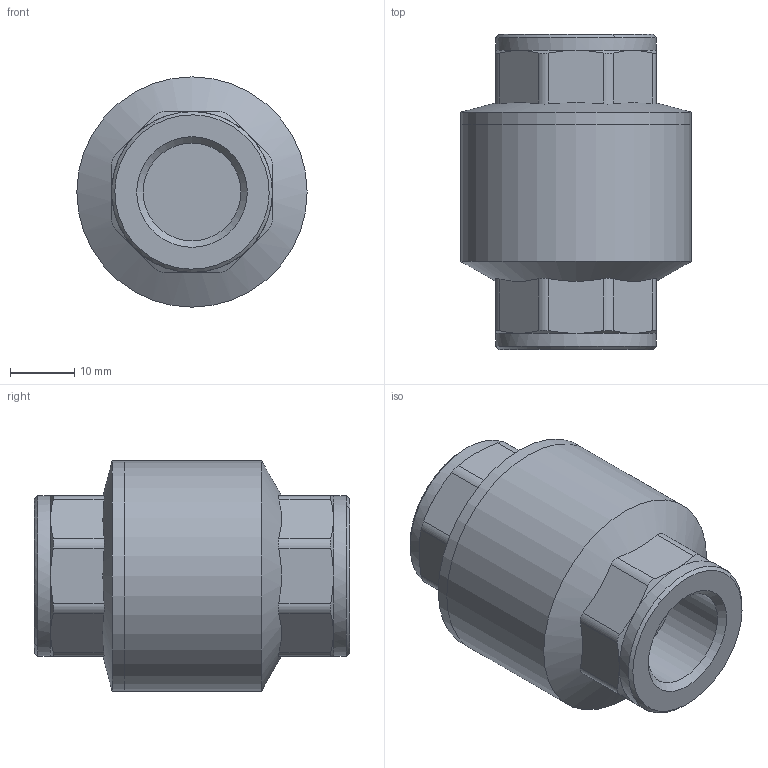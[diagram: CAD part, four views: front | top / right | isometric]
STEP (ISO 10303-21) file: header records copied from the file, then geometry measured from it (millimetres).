
FILE_DESCRIPTION(( 'MV.23.00.38L.STEP' ), '1');
FILE_NAME( 'MV.23.00.38L.STEP', '2018-10-04T14:14:03',( 'Sopra'),('sopra-pneumatic.com'), 'SwSTEP 2.0','SolidWorks 2009','' );
FILE_SCHEMA (( 'AUTOMOTIVE_DESIGN' ));
Length unit declared in the file: millimetre
Products named in the file (1): 0603600007A
Bounding box: 35.8 x 49 x 35.8 mm (x, y, z)
Surface area: 9405.3 mm2 (no closed solid volume)
Topology: 0 solids, 2 shells, 68 faces, 169 edges, 107 vertices
Faces by surface type: cone 24, plane 22, cylinder 22
Full cylindrical faces by diameter (mm): 15.2 x2, 25 x2, 35.8 x2
Entity records: 2184 total; most frequent: CARTESIAN_POINT 770, ORIENTED_EDGE 306, DIRECTION 240, EDGE_CURVE 153, AXIS2_PLACEMENT_3D 103, VERTEX_POINT 101, B_SPLINE_CURVE_WITH_KNOTS 85, EDGE_LOOP 80
